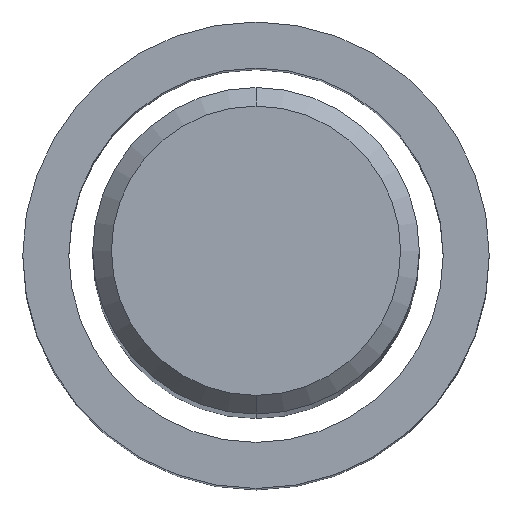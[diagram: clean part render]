
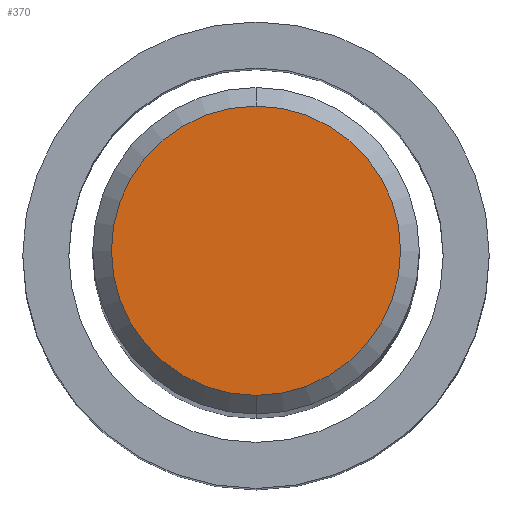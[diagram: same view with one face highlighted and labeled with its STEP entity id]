
A CAD part, top view. The second image highlights one B-rep face of the part: STEP entity #370.
In plain terms, the highlighted planar face has unit normal (0, 0, 1).
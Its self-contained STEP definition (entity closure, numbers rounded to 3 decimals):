
#214=VERTEX_POINT('',#511);
#224=EDGE_CURVE('',#262,#214,#522,.T.);
#262=VERTEX_POINT('',#564);
#370=ADVANCED_FACE('',(#683),#684,.T.);
#422=EDGE_CURVE('',#214,#262,#744,.T.);
#511=CARTESIAN_POINT('',(0.0,3.1,0.0));
#522=CIRCLE('',#894,3.1);
#564=CARTESIAN_POINT('',(0.,-3.1,0.0));
#683=FACE_OUTER_BOUND('',#1202,.T.);
#684=PLANE('',#1203);
#744=CIRCLE('',#1302,3.1);
#894=AXIS2_PLACEMENT_3D('',#1429,#1430,#1431);
#1202=EDGE_LOOP('',(#1631,#1632));
#1203=AXIS2_PLACEMENT_3D('',#1633,#1634,#1635);
#1302=AXIS2_PLACEMENT_3D('',#1712,#1713,#1714);
#1429=CARTESIAN_POINT('',(0.0,0.0,0.0));
#1430=DIRECTION('',(0.0,0.0,-1.0));
#1431=DIRECTION('',(0.0,1.0,0.0));
#1631=ORIENTED_EDGE('',*,*,#422,.F.);
#1632=ORIENTED_EDGE('',*,*,#224,.F.);
#1633=CARTESIAN_POINT('',(0.0,1.55,0.0));
#1634=DIRECTION('',(-0.0,0.0,1.0));
#1635=DIRECTION('',(0.0,-1.0,0.0));
#1712=CARTESIAN_POINT('',(0.0,0.0,0.0));
#1713=DIRECTION('',(0.0,0.0,-1.0));
#1714=DIRECTION('',(0.0,1.0,0.0));
